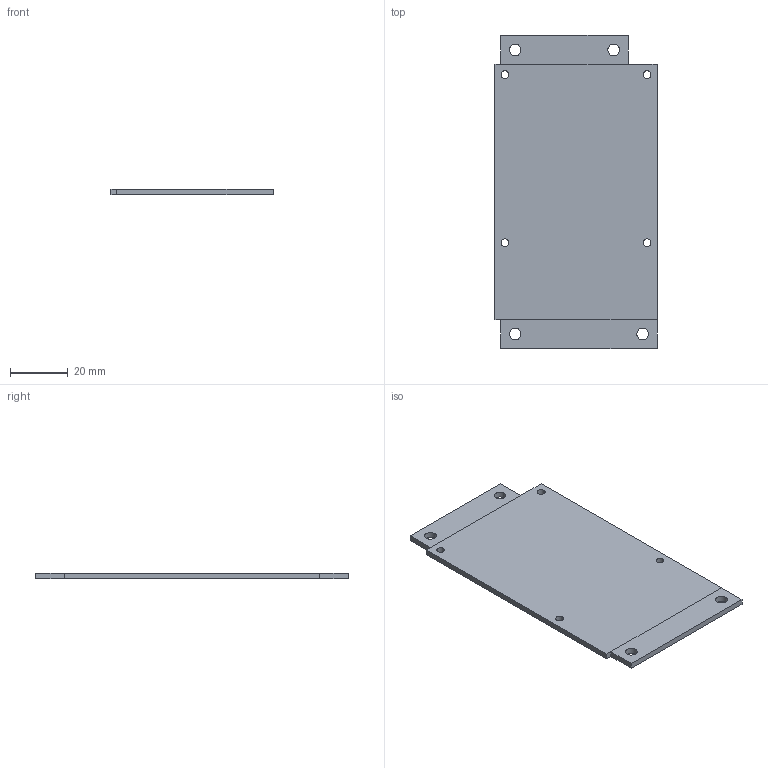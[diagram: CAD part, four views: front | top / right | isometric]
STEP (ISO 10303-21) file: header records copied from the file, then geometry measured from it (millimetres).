
FILE_DESCRIPTION(('FreeCAD Model'),'2;1');
FILE_NAME('Open CASCADE Shape Model','2025-05-12T16:51:34',('Author'),( ''),'Open CASCADE STEP processor 7.7','FreeCAD','Unknown');
FILE_SCHEMA(('AUTOMOTIVE_DESIGN { 1 0 10303 214 1 1 1 1 }'));
Length unit declared in the file: millimetre
Products named in the file (1): ラズパイ固定関節板
Bounding box: 56 x 108 x 2 mm (x, y, z)
Volume: 11669.7 mm3; surface area: 12494.1 mm2
Topology: 1 solids, 1 shells, 25 faces, 61 edges, 38 vertices
Faces by surface type: plane 17, cylinder 8
Full cylindrical faces by diameter (mm): 2.7 x4, 4 x4
Entity records: 781 total; most frequent: DIRECTION 129, CARTESIAN_POINT 125, ORIENTED_EDGE 122, EDGE_CURVE 61, LINE 45, VECTOR 45, AXIS2_PLACEMENT_3D 42, FACE_BOUND 41
